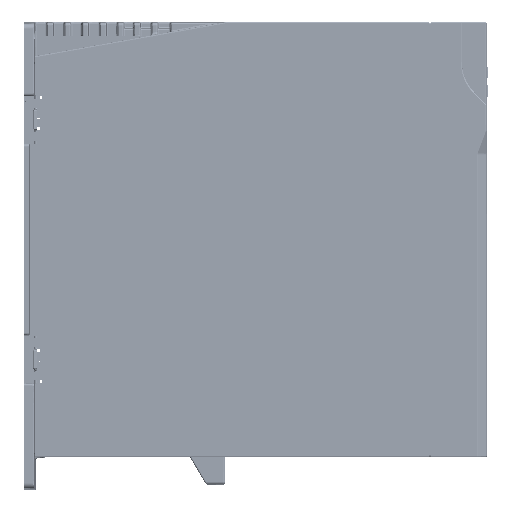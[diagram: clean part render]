
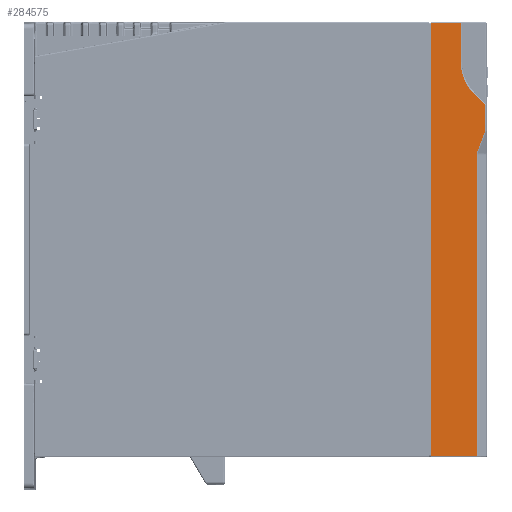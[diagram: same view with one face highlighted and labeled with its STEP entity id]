
A CAD part, left-side view. The second image highlights one B-rep face of the part: STEP entity #284575.
In plain terms, the highlighted planar face has unit normal (-1, 0, 0).
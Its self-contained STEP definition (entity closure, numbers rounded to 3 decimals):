
#253935=DIRECTION('',(0.,1.,0.));
#253936=VECTOR('',#253935,11.05);
#253937=CARTESIAN_POINT('',(68.865,-101.855,
593.416));
#253938=LINE('',#253937,#253936);
#253995=DIRECTION('',(0.,-1.,0.));
#253996=VECTOR('',#253995,16.893);
#253997=CARTESIAN_POINT('',(68.865,-90.805,
434.416));
#253998=LINE('',#253997,#253996);
#254018=DIRECTION('',(0.,0.,1.));
#254019=VECTOR('',#254018,110.787);
#254020=CARTESIAN_POINT('',(68.865,-107.698,
434.416));
#254021=LINE('',#254020,#254019);
#254046=CARTESIAN_POINT('',(68.865,-107.698,
545.202));
#254047=CARTESIAN_POINT('',(68.865,-107.698,
545.424));
#254048=CARTESIAN_POINT('',(68.865,-107.741,
545.645));
#254049=CARTESIAN_POINT('',(68.865,-107.819,
545.849));
#254051=DIRECTION('',(0.,0.,-1.));
#254052=VECTOR('',#254051,159.);
#254053=CARTESIAN_POINT('',(68.865,-90.805,
593.416));
#254054=LINE('',#254053,#254052);
#254055=CARTESIAN_POINT('',(68.865,-118.356,
579.205));
#254056=DIRECTION('',(1.,0.,0.));
#254057=DIRECTION('',(0.,0.713,-0.701));
#254058=AXIS2_PLACEMENT_3D('',#254055,#254056,#254057);
#254060=CARTESIAN_POINT('',(68.865,-118.356,
579.205));
#254061=DIRECTION('',(1.,0.,0.));
#254062=DIRECTION('',(0.,0.707,-0.707));
#254063=AXIS2_PLACEMENT_3D('',#254060,#254061,#254062);
#254065=DIRECTION('',(0.,0.707,0.707));
#254066=VECTOR('',#254065,5.965);
#254067=CARTESIAN_POINT('',(68.865,-110.906,
563.32));
#254068=LINE('',#254067,#254066);
#254069=DIRECTION('',(0.,-0.354,0.935));
#254070=VECTOR('',#254069,8.711);
#254071=CARTESIAN_POINT('',(68.865,-107.819,
545.849));
#254072=LINE('',#254071,#254070);
#254077=DIRECTION('',(0.,0.,1.));
#254078=VECTOR('',#254077,14.211);
#254079=CARTESIAN_POINT('',(68.865,-101.855,
579.205));
#254080=LINE('',#254079,#254078);
#254193=DIRECTION('',(0.,0.,1.));
#254194=VECTOR('',#254193,9.325);
#254195=CARTESIAN_POINT('',(68.865,-110.906,
553.995));
#254196=LINE('',#254195,#254194);
#268443=CARTESIAN_POINT('',(68.865,-90.805,
593.416));
#268444=VERTEX_POINT('',#268443);
#268445=CARTESIAN_POINT('',(68.865,-101.855,
593.416));
#268446=VERTEX_POINT('',#268445);
#268448=CARTESIAN_POINT('',(68.865,-90.805,
434.416));
#268450=VERTEX_POINT('',#268448);
#268464=CARTESIAN_POINT('',(68.865,-107.698,
434.416));
#268466=VERTEX_POINT('',#268464);
#268471=CARTESIAN_POINT('',(68.865,-107.698,
545.202));
#268472=VERTEX_POINT('',#268471);
#268473=VERTEX_POINT('',#254049);
#268491=CARTESIAN_POINT('',(68.865,-110.906,
553.995));
#268492=VERTEX_POINT('',#268491);
#268493=CARTESIAN_POINT('',(68.865,-110.906,
563.32));
#268494=VERTEX_POINT('',#268493);
#268495=CARTESIAN_POINT('',(68.865,-101.855,
579.205));
#268496=VERTEX_POINT('',#268495);
#268497=CARTESIAN_POINT('',(68.865,-106.594,
567.633));
#268498=VERTEX_POINT('',#268497);
#268499=CARTESIAN_POINT('',(68.865,-106.688,
567.538));
#268500=VERTEX_POINT('',#268499);
#284551=CARTESIAN_POINT('',(68.865,-100.856,
513.916));
#284552=DIRECTION('',(1.,0.,0.));
#284553=DIRECTION('',(0.,0.,-1.));
#284554=AXIS2_PLACEMENT_3D('',#284551,#284552,#284553);
#284555=PLANE('',#284554);
#284556=ORIENTED_EDGE('',*,*,#284540,.F.);
#284557=ORIENTED_EDGE('',*,*,#284508,.F.);
#284558=ORIENTED_EDGE('',*,*,#284480,.F.);
#284559=ORIENTED_EDGE('',*,*,#284449,.F.);
#284560=ORIENTED_EDGE('',*,*,#284429,.F.);
#284562=ORIENTED_EDGE('',*,*,#284561,.F.);
#284564=ORIENTED_EDGE('',*,*,#284563,.F.);
#284566=ORIENTED_EDGE('',*,*,#284565,.F.);
#284568=ORIENTED_EDGE('',*,*,#284567,.F.);
#284570=ORIENTED_EDGE('',*,*,#284569,.F.);
#284572=ORIENTED_EDGE('',*,*,#284571,.F.);
#284573=EDGE_LOOP('',(#284556,#284557,#284558,#284559,#284560,#284562,#284564,
#284566,#284568,#284570,#284572));
#284574=FACE_OUTER_BOUND('',#284573,.F.);
#284575=ADVANCED_FACE('',(#284574),#284555,.F.);
#254050=B_SPLINE_CURVE_WITH_KNOTS('',3,(#254046,#254047,#254048,#254049),
.UNSPECIFIED.,.F.,.F.,(4,4),(0.,1.),.UNSPECIFIED.);
#254059=CIRCLE('',#254058,16.5);
#254064=CIRCLE('',#254063,16.5);
#284429=EDGE_CURVE('',#268446,#268444,#253938,.T.);
#284449=EDGE_CURVE('',#268444,#268450,#254054,.T.);
#284480=EDGE_CURVE('',#268450,#268466,#253998,.T.);
#284508=EDGE_CURVE('',#268466,#268472,#254021,.T.);
#284540=EDGE_CURVE('',#268472,#268473,#254050,.T.);
#284561=EDGE_CURVE('',#268496,#268446,#254080,.T.);
#284563=EDGE_CURVE('',#268498,#268496,#254059,.T.);
#284565=EDGE_CURVE('',#268500,#268498,#254064,.T.);
#284567=EDGE_CURVE('',#268494,#268500,#254068,.T.);
#284569=EDGE_CURVE('',#268492,#268494,#254196,.T.);
#284571=EDGE_CURVE('',#268473,#268492,#254072,.T.);
